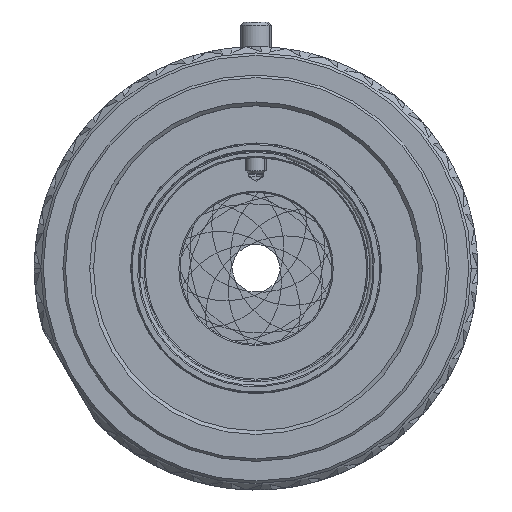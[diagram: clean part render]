
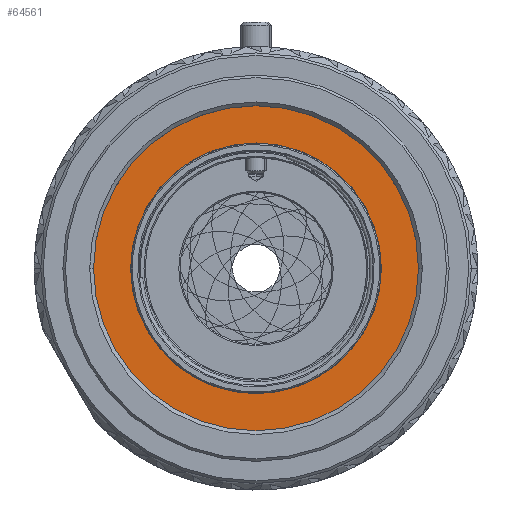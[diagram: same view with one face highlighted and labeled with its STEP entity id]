
A CAD part, top view. The second image highlights one B-rep face of the part: STEP entity #64561.
In plain terms, the highlighted planar face has unit normal (0, 0, 1).
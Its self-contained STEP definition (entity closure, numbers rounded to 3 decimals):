
#1065 = DIRECTION ( 'NONE',  ( 1., 0., 0. ) ) ;
#1226 = DIRECTION ( 'NONE',  ( 0., 0., 1. ) ) ;
#1497 = DIRECTION ( 'NONE',  ( 0., 0., 1. ) ) ;
#2569 = AXIS2_PLACEMENT_3D ( 'NONE', #58038, #31793, #51584 ) ;
#3928 = ORIENTED_EDGE ( 'NONE', *, *, #56901, .T. ) ;
#5129 = AXIS2_PLACEMENT_3D ( 'NONE', #39991, #1497, #1065 ) ;
#6904 = DIRECTION ( 'NONE',  ( 1., 0., 0. ) ) ;
#7422 = AXIS2_PLACEMENT_3D ( 'NONE', #27876, #39414, #6904 ) ;
#10804 = DIRECTION ( 'NONE',  ( 0., 0., 1. ) ) ;
#14943 = ORIENTED_EDGE ( 'NONE', *, *, #15883, .T. ) ;
#15883 = EDGE_CURVE ( 'NONE', #58569, #35855, #39286, .T. ) ;
#18603 = FACE_BOUND ( 'NONE', #46651, .T. ) ;
#19475 = PLANE ( 'NONE',  #2569 ) ;
#21030 = VERTEX_POINT ( 'NONE', #71638 ) ;
#22199 = CARTESIAN_POINT ( 'NONE',  ( 0., 0., 7.7 ) ) ;
#22392 = ORIENTED_EDGE ( 'NONE', *, *, #69196, .F. ) ;
#27876 = CARTESIAN_POINT ( 'NONE',  ( 0., 0., 7.7 ) ) ;
#27963 = CIRCLE ( 'NONE', #7422, 13.33 ) ;
#31793 = DIRECTION ( 'NONE',  ( 0., 0., 1. ) ) ;
#33587 = EDGE_CURVE ( 'NONE', #49313, #21030, #65363, .T. ) ;
#35855 = VERTEX_POINT ( 'NONE', #70113 ) ;
#39286 = CIRCLE ( 'NONE', #5129, 13.33 ) ;
#39414 = DIRECTION ( 'NONE',  ( 0., 0., 1. ) ) ;
#39991 = CARTESIAN_POINT ( 'NONE',  ( 0., 0., 7.7 ) ) ;
#46651 = EDGE_LOOP ( 'NONE', ( #22392, #58874 ) ) ;
#46964 = CARTESIAN_POINT ( 'NONE',  ( -9.9, 0., 7.7 ) ) ;
#47076 = AXIS2_PLACEMENT_3D ( 'NONE', #22199, #1226, #60443 ) ;
#49313 = VERTEX_POINT ( 'NONE', #46964 ) ;
#50150 = AXIS2_PLACEMENT_3D ( 'NONE', #69613, #10804, #50204 ) ;
#50204 = DIRECTION ( 'NONE',  ( 1., 0., 0. ) ) ;
#50237 = EDGE_LOOP ( 'NONE', ( #3928, #14943 ) ) ;
#51584 = DIRECTION ( 'NONE',  ( 1., 0., 0. ) ) ;
#56901 = EDGE_CURVE ( 'NONE', #35855, #58569, #27963, .T. ) ;
#58038 = CARTESIAN_POINT ( 'NONE',  ( 0., 0., 7.7 ) ) ;
#58569 = VERTEX_POINT ( 'NONE', #72291 ) ;
#58874 = ORIENTED_EDGE ( 'NONE', *, *, #33587, .F. ) ;
#59354 = FACE_OUTER_BOUND ( 'NONE', #50237, .T. ) ;
#60443 = DIRECTION ( 'NONE',  ( 1., 0., 0. ) ) ;
#64561 = ADVANCED_FACE ( 'NONE', ( #18603, #59354 ), #19475, .T. ) ;
#64982 = CIRCLE ( 'NONE', #47076, 9.9 ) ;
#65363 = CIRCLE ( 'NONE', #50150, 9.9 ) ;
#69196 = EDGE_CURVE ( 'NONE', #21030, #49313, #64982, .T. ) ;
#69613 = CARTESIAN_POINT ( 'NONE',  ( 0., 0., 7.7 ) ) ;
#70113 = CARTESIAN_POINT ( 'NONE',  ( -13.33, 0., 7.7 ) ) ;
#71638 = CARTESIAN_POINT ( 'NONE',  ( 9.9, 0., 7.7 ) ) ;
#72291 = CARTESIAN_POINT ( 'NONE',  ( 13.33, 0., 7.7 ) ) ;
